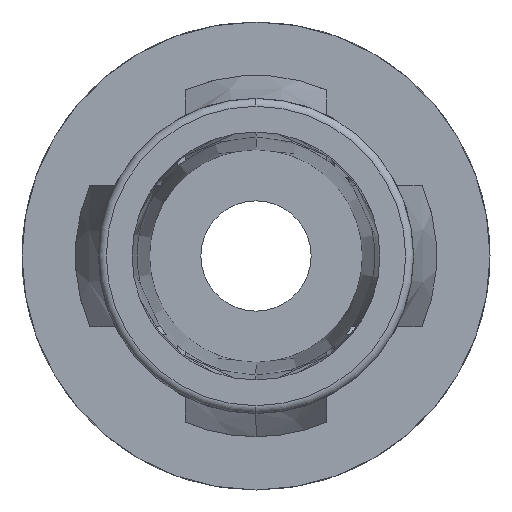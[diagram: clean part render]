
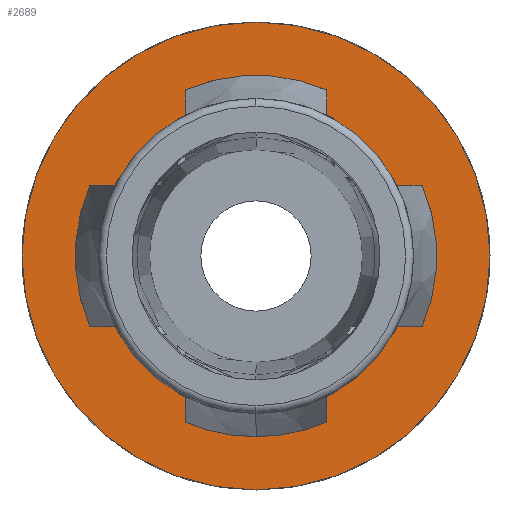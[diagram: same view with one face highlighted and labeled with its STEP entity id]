
A CAD part, left-side view. The second image highlights one B-rep face of the part: STEP entity #2689.
In plain terms, the highlighted planar face has unit normal (-1, 0, 0).
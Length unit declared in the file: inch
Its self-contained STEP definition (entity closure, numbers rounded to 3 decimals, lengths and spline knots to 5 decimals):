
#15 = EDGE_CURVE ( 'NONE', #2929, #4932, #1624, .T. ) ;
#112 = EDGE_CURVE ( 'NONE', #4932, #2929, #1150, .T. ) ;
#204 = DIRECTION ( 'NONE',  ( 1., 0., 0. ) ) ;
#207 = AXIS2_PLACEMENT_3D ( 'NONE', #5450, #2373, #5944 ) ;
#264 = ORIENTED_EDGE ( 'NONE', *, *, #112, .T. ) ;
#354 = CARTESIAN_POINT ( 'NONE',  ( 0.35433, 0., 0.3937 ) ) ;
#607 = DIRECTION ( 'NONE',  ( 1., 0., 0. ) ) ;
#823 = CARTESIAN_POINT ( 'NONE',  ( 0.35433, 0., 0. ) ) ;
#1150 = CIRCLE ( 'NONE', #3553, 0.3937 ) ;
#1219 = CARTESIAN_POINT ( 'NONE',  ( 0.35433, 0., 0. ) ) ;
#1329 = DIRECTION ( 'NONE',  ( 1., 0., 0. ) ) ;
#1461 = EDGE_CURVE ( 'NONE', #3509, #3804, #4771, .T. ) ;
#1508 = AXIS2_PLACEMENT_3D ( 'NONE', #823, #1329, #4397 ) ;
#1552 = ORIENTED_EDGE ( 'NONE', *, *, #15, .T. ) ;
#1624 = CIRCLE ( 'NONE', #1508, 0.3937 ) ;
#1835 = ORIENTED_EDGE ( 'NONE', *, *, #1461, .F. ) ;
#1889 = AXIS2_PLACEMENT_3D ( 'NONE', #5056, #6073, #3018 ) ;
#2240 = FACE_OUTER_BOUND ( 'NONE', #3994, .T. ) ;
#2373 = DIRECTION ( 'NONE',  ( 1., 0., 0. ) ) ;
#2502 = PLANE ( 'NONE',  #1889 ) ;
#2689 = ADVANCED_FACE ( 'NONE', ( #2240, #6314 ), #2502, .T. ) ;
#2929 = VERTEX_POINT ( 'NONE', #4299 ) ;
#3018 = DIRECTION ( 'NONE',  ( 0., 0., 1. ) ) ;
#3138 = CARTESIAN_POINT ( 'NONE',  ( 0.35433, 0., -0.58465 ) ) ;
#3330 = CIRCLE ( 'NONE', #3562, 0.58465 ) ;
#3508 = EDGE_CURVE ( 'NONE', #3804, #3509, #3330, .T. ) ;
#3509 = VERTEX_POINT ( 'NONE', #3138 ) ;
#3528 = ORIENTED_EDGE ( 'NONE', *, *, #3508, .F. ) ;
#3553 = AXIS2_PLACEMENT_3D ( 'NONE', #1219, #204, #3757 ) ;
#3562 = AXIS2_PLACEMENT_3D ( 'NONE', #3651, #607, #4170 ) ;
#3651 = CARTESIAN_POINT ( 'NONE',  ( 0.35433, 0., 0. ) ) ;
#3757 = DIRECTION ( 'NONE',  ( 0., 0., -1. ) ) ;
#3804 = VERTEX_POINT ( 'NONE', #4935 ) ;
#3994 = EDGE_LOOP ( 'NONE', ( #1835, #3528 ) ) ;
#4170 = DIRECTION ( 'NONE',  ( 0., 0., -1. ) ) ;
#4299 = CARTESIAN_POINT ( 'NONE',  ( 0.35433, 0., -0.3937 ) ) ;
#4397 = DIRECTION ( 'NONE',  ( 0., 0., -1. ) ) ;
#4771 = CIRCLE ( 'NONE', #207, 0.58465 ) ;
#4932 = VERTEX_POINT ( 'NONE', #354 ) ;
#4935 = CARTESIAN_POINT ( 'NONE',  ( 0.35433, 0., 0.58465 ) ) ;
#5056 = CARTESIAN_POINT ( 'NONE',  ( 0.35433, 0.3937, 0. ) ) ;
#5366 = EDGE_LOOP ( 'NONE', ( #1552, #264 ) ) ;
#5450 = CARTESIAN_POINT ( 'NONE',  ( 0.35433, 0., 0. ) ) ;
#5944 = DIRECTION ( 'NONE',  ( 0., 0., -1. ) ) ;
#6073 = DIRECTION ( 'NONE',  ( -1., 0., 0. ) ) ;
#6314 = FACE_BOUND ( 'NONE', #5366, .T. ) ;
